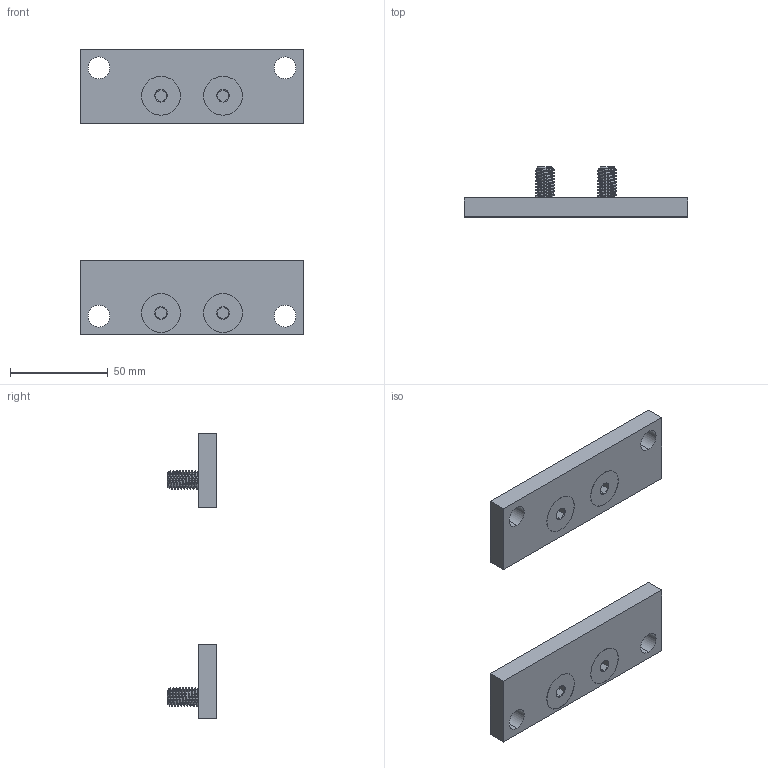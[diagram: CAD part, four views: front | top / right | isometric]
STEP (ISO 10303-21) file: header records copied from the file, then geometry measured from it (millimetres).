
FILE_DESCRIPTION (( 'STEP AP203' ), '1' );
FILE_NAME ('D2BB-3.step', '2020-09-03T19:31:44', ( '' ), ( '' ), 'SwSTEP 2.0', 'SolidWorks 2019', '' );
FILE_SCHEMA (( 'CONFIG_CONTROL_DESIGN' ));
Length unit declared in the file: inch
Products named in the file (3): D2BB-3_1; D2BB-3; D2BB-3_2
Assembly tree (2 placements, depth 2):
  D2BB-3
    D2BB-3_1
    D2BB-3_2
Bounding box: 114.3 x 25.4 x 146.04 mm (x, y, z)
Volume: 82370.7 mm3; surface area: 30852.7 mm2
Topology: 6 solids, 6 shells, 344 faces, 900 edges, 572 vertices
Faces by surface type: cylinder 212, cone 68, plane 48, torus 8, bspline 8
Entity records: 17535 total; most frequent: CARTESIAN_POINT 9929, ORIENTED_EDGE 1800, DIRECTION 1286, EDGE_CURVE 900, VERTEX_POINT 572, AXIS2_PLACEMENT_3D 485, EDGE_LOOP 364, ADVANCED_FACE 344
